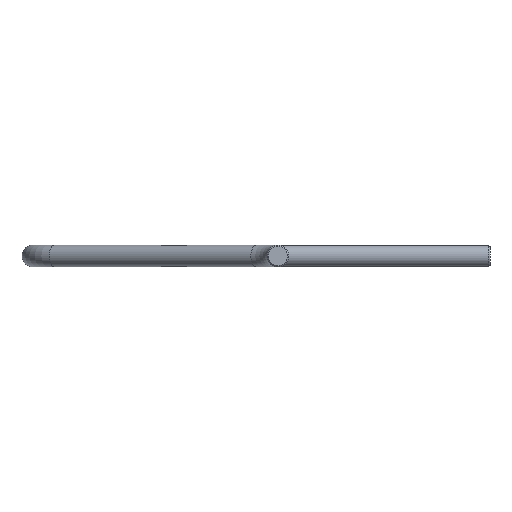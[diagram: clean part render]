
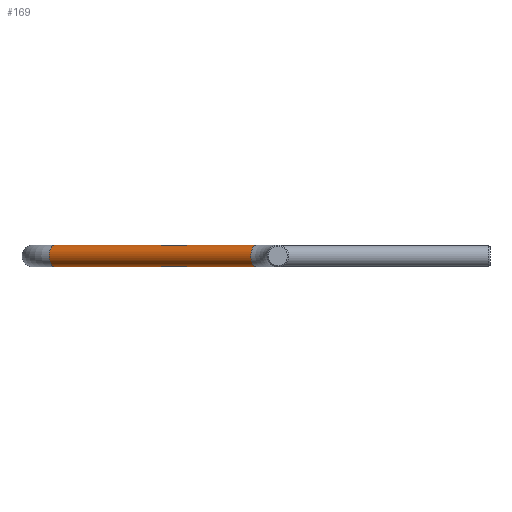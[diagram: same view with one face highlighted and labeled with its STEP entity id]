
A CAD part, front view. The second image highlights one B-rep face of the part: STEP entity #169.
In plain terms, the highlighted cylindrical face has radius 2.5 mm (diameter 5 mm), a full revolution.
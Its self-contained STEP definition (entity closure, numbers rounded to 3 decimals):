
#23=CYLINDRICAL_SURFACE('',#217,2.5);
#33=FACE_OUTER_BOUND('',#44,.T.);
#44=EDGE_LOOP('',(#147,#148,#149,#150,#151));
#51=LINE('',#329,#57);
#57=VECTOR('',#277,2.5);
#71=CIRCLE('',#216,2.5);
#72=CIRCLE('',#218,2.5);
#73=CIRCLE('',#219,2.5);
#86=VERTEX_POINT('',#324);
#87=VERTEX_POINT('',#328);
#88=VERTEX_POINT('',#330);
#107=EDGE_CURVE('',#86,#86,#71,.T.);
#108=EDGE_CURVE('',#86,#87,#51,.T.);
#109=EDGE_CURVE('',#87,#88,#72,.T.);
#110=EDGE_CURVE('',#88,#87,#73,.T.);
#147=ORIENTED_EDGE('',*,*,#107,.F.);
#148=ORIENTED_EDGE('',*,*,#108,.T.);
#149=ORIENTED_EDGE('',*,*,#109,.T.);
#150=ORIENTED_EDGE('',*,*,#110,.T.);
#151=ORIENTED_EDGE('',*,*,#108,.F.);
#169=ADVANCED_FACE('',(#33),#23,.T.);
#216=AXIS2_PLACEMENT_3D('',#326,#273,#274);
#217=AXIS2_PLACEMENT_3D('',#327,#275,#276);
#218=AXIS2_PLACEMENT_3D('',#331,#278,#279);
#219=AXIS2_PLACEMENT_3D('',#332,#280,#281);
#273=DIRECTION('center_axis',(-0.866,0.5,0.));
#274=DIRECTION('ref_axis',(-0.5,-0.866,0.));
#275=DIRECTION('center_axis',(-0.866,0.5,0.));
#276=DIRECTION('ref_axis',(-0.5,-0.866,0.));
#277=DIRECTION('',(0.866,-0.5,0.));
#278=DIRECTION('center_axis',(-0.866,0.5,0.));
#279=DIRECTION('ref_axis',(-0.5,-0.866,0.));
#280=DIRECTION('center_axis',(-0.866,0.5,0.));
#281=DIRECTION('ref_axis',(-0.5,-0.866,0.));
#324=CARTESIAN_POINT('',(-50.042,121.778,0.));
#326=CARTESIAN_POINT('Origin',(-51.292,119.613,0.));
#327=CARTESIAN_POINT('Origin',(-5.,92.887,0.));
#328=CARTESIAN_POINT('',(-3.75,95.052,0.));
#329=CARTESIAN_POINT('',(-3.75,95.052,0.));
#330=CARTESIAN_POINT('',(-6.25,90.722,0.));
#331=CARTESIAN_POINT('Origin',(-5.,92.887,0.));
#332=CARTESIAN_POINT('Origin',(-5.,92.887,0.));
